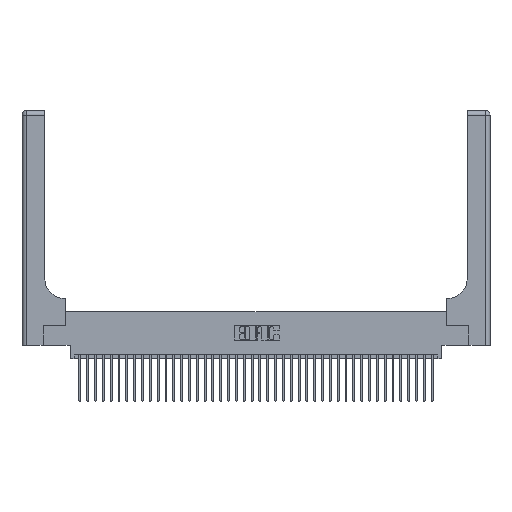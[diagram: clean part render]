
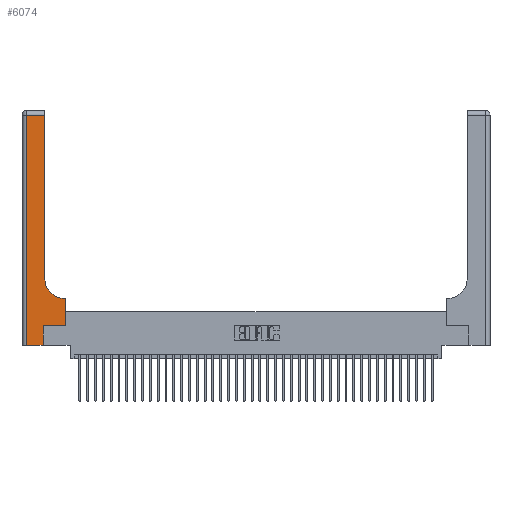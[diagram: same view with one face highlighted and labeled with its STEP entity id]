
A CAD part, top view. The second image highlights one B-rep face of the part: STEP entity #6074.
In plain terms, the highlighted planar face has unit normal (0, 0, 1).
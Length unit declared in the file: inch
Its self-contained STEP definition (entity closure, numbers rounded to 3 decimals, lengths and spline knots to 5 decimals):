
#857 = DIRECTION ( 'NONE',  ( -1., 0., 0. ) ) ;
#1264 = ORIENTED_EDGE ( 'NONE', *, *, #28844, .T. ) ;
#1898 = CARTESIAN_POINT ( 'NONE',  ( 0.269, 0., 0.37 ) ) ;
#2297 = CARTESIAN_POINT ( 'NONE',  ( 0.06, 3., 0.37 ) ) ;
#3342 = VECTOR ( 'NONE', #857, 39.37008 ) ;
#3572 = DIRECTION ( 'NONE',  ( -1., 0., 0. ) ) ;
#4564 = DIRECTION ( 'NONE',  ( 0., 1., 0. ) ) ;
#4753 = LINE ( 'NONE', #24708, #20578 ) ;
#5788 = AXIS2_PLACEMENT_3D ( 'NONE', #12983, #22528, #3572 ) ;
#6074 = ADVANCED_FACE ( 'NONE', ( #8713 ), #19327, .F. ) ;
#6182 = CARTESIAN_POINT ( 'NONE',  ( 0., 2.94, 0.37 ) ) ;
#7078 = CARTESIAN_POINT ( 'NONE',  ( 0.5585, 0.25, 0.37 ) ) ;
#7386 = CARTESIAN_POINT ( 'NONE',  ( 0.5585, 0.6, 0.37 ) ) ;
#8713 = FACE_OUTER_BOUND ( 'NONE', #35444, .T. ) ;
#9804 = ORIENTED_EDGE ( 'NONE', *, *, #30539, .T. ) ;
#10744 = EDGE_CURVE ( 'NONE', #28553, #12433, #32094, .T. ) ;
#11764 = LINE ( 'NONE', #2297, #27613 ) ;
#12135 = DIRECTION ( 'NONE',  ( 1., 0., 0. ) ) ;
#12397 = EDGE_CURVE ( 'NONE', #12433, #35771, #36964, .T. ) ;
#12433 = VERTEX_POINT ( 'NONE', #7386 ) ;
#12983 = CARTESIAN_POINT ( 'NONE',  ( 0., 3., 0.37 ) ) ;
#13690 = ORIENTED_EDGE ( 'NONE', *, *, #10744, .T. ) ;
#13876 = LINE ( 'NONE', #23517, #30682 ) ;
#13977 = CARTESIAN_POINT ( 'NONE',  ( 0., 0., 0.37 ) ) ;
#14232 = LINE ( 'NONE', #6182, #40406 ) ;
#14416 = ORIENTED_EDGE ( 'NONE', *, *, #17891, .T. ) ;
#14430 = DIRECTION ( 'NONE',  ( 0., 0., -1. ) ) ;
#14924 = VECTOR ( 'NONE', #18713, 39.37008 ) ;
#15928 = LINE ( 'NONE', #25073, #14924 ) ;
#16647 = CARTESIAN_POINT ( 'NONE',  ( 0.2915, 0.6, 0.37 ) ) ;
#17393 = LINE ( 'NONE', #13977, #24808 ) ;
#17891 = EDGE_CURVE ( 'NONE', #36714, #27234, #15928, .T. ) ;
#18713 = DIRECTION ( 'NONE',  ( 0., 1., 0. ) ) ;
#18875 = ORIENTED_EDGE ( 'NONE', *, *, #29961, .T. ) ;
#19327 = PLANE ( 'NONE',  #5788 ) ;
#19751 = ORIENTED_EDGE ( 'NONE', *, *, #26570, .T. ) ;
#20268 = CARTESIAN_POINT ( 'NONE',  ( 0.2915, 2.94, 0.37 ) ) ;
#20578 = VECTOR ( 'NONE', #12135, 39.37008 ) ;
#22528 = DIRECTION ( 'NONE',  ( 0., 0., -1. ) ) ;
#23517 = CARTESIAN_POINT ( 'NONE',  ( 0.269, 0., 0.37 ) ) ;
#23534 = CIRCLE ( 'NONE', #28794, 0.25 ) ;
#23772 = VERTEX_POINT ( 'NONE', #1898 ) ;
#24435 = CARTESIAN_POINT ( 'NONE',  ( 0.06, 0., 0.37 ) ) ;
#24708 = CARTESIAN_POINT ( 'NONE',  ( 0.269, 0.25, 0.37 ) ) ;
#24808 = VECTOR ( 'NONE', #29729, 39.37008 ) ;
#25073 = CARTESIAN_POINT ( 'NONE',  ( 0.2915, 3., 0.37 ) ) ;
#26570 = EDGE_CURVE ( 'NONE', #23772, #31093, #13876, .T. ) ;
#27111 = VERTEX_POINT ( 'NONE', #29109 ) ;
#27234 = VERTEX_POINT ( 'NONE', #20268 ) ;
#27613 = VECTOR ( 'NONE', #30770, 39.37008 ) ;
#28277 = DIRECTION ( 'NONE',  ( -1., 0., 0. ) ) ;
#28553 = VERTEX_POINT ( 'NONE', #39200 ) ;
#28794 = AXIS2_PLACEMENT_3D ( 'NONE', #33341, #14430, #36538 ) ;
#28844 = EDGE_CURVE ( 'NONE', #31093, #28553, #4753, .T. ) ;
#29109 = CARTESIAN_POINT ( 'NONE',  ( 0.06, 2.94, 0.37 ) ) ;
#29254 = CARTESIAN_POINT ( 'NONE',  ( 0.269, 0.25, 0.37 ) ) ;
#29729 = DIRECTION ( 'NONE',  ( 1., 0., 0. ) ) ;
#29961 = EDGE_CURVE ( 'NONE', #35771, #36714, #23534, .T. ) ;
#30143 = ORIENTED_EDGE ( 'NONE', *, *, #32951, .T. ) ;
#30539 = EDGE_CURVE ( 'NONE', #37461, #23772, #17393, .T. ) ;
#30682 = VECTOR ( 'NONE', #4564, 39.37008 ) ;
#30770 = DIRECTION ( 'NONE',  ( 0., -1., 0. ) ) ;
#31093 = VERTEX_POINT ( 'NONE', #29254 ) ;
#31898 = ORIENTED_EDGE ( 'NONE', *, *, #12397, .T. ) ;
#32094 = LINE ( 'NONE', #7078, #39497 ) ;
#32335 = DIRECTION ( 'NONE',  ( 0., 1., 0. ) ) ;
#32785 = EDGE_CURVE ( 'NONE', #27111, #37461, #11764, .T. ) ;
#32951 = EDGE_CURVE ( 'NONE', #27234, #27111, #14232, .T. ) ;
#33341 = CARTESIAN_POINT ( 'NONE',  ( 0.5415, 0.85, 0.37 ) ) ;
#33595 = CARTESIAN_POINT ( 'NONE',  ( 0.2915, 0.85, 0.37 ) ) ;
#35034 = ORIENTED_EDGE ( 'NONE', *, *, #32785, .T. ) ;
#35444 = EDGE_LOOP ( 'NONE', ( #14416, #30143, #35034, #9804, #19751, #1264, #13690, #31898, #18875 ) ) ;
#35771 = VERTEX_POINT ( 'NONE', #38607 ) ;
#36538 = DIRECTION ( 'NONE',  ( 1., 0., 0. ) ) ;
#36714 = VERTEX_POINT ( 'NONE', #33595 ) ;
#36964 = LINE ( 'NONE', #16647, #3342 ) ;
#37461 = VERTEX_POINT ( 'NONE', #24435 ) ;
#38607 = CARTESIAN_POINT ( 'NONE',  ( 0.5415, 0.6, 0.37 ) ) ;
#39200 = CARTESIAN_POINT ( 'NONE',  ( 0.5585, 0.25, 0.37 ) ) ;
#39497 = VECTOR ( 'NONE', #32335, 39.37008 ) ;
#40406 = VECTOR ( 'NONE', #28277, 39.37008 ) ;
